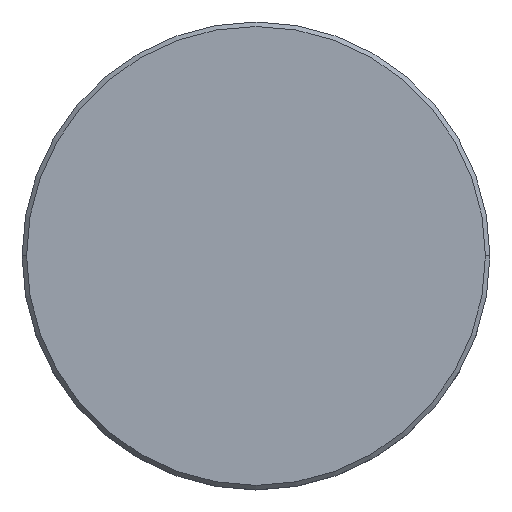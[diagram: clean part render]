
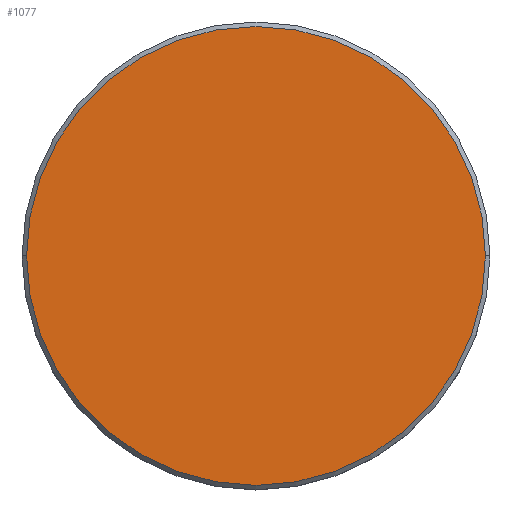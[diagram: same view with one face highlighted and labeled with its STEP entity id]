
A CAD part, top view. The second image highlights one B-rep face of the part: STEP entity #1077.
In plain terms, the highlighted planar face has unit normal (0, 0, 1).
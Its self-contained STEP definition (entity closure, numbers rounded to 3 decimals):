
#71 = AXIS2_PLACEMENT_3D ( 'NONE', #507, #959, #343 ) ;
#87 = CIRCLE ( 'NONE', #71, 25.5 ) ;
#140 = DIRECTION ( 'NONE',  ( 0., 0., 1. ) ) ;
#157 = DIRECTION ( 'NONE',  ( 1., 0., 0. ) ) ;
#160 = ORIENTED_EDGE ( 'NONE', *, *, #985, .T. ) ;
#192 = CARTESIAN_POINT ( 'NONE',  ( 25.5, 0., 0. ) ) ;
#343 = DIRECTION ( 'NONE',  ( 1., 0., 0. ) ) ;
#355 = DIRECTION ( 'NONE',  ( 1., 0., 0. ) ) ;
#394 = VERTEX_POINT ( 'NONE', #192 ) ;
#406 = AXIS2_PLACEMENT_3D ( 'NONE', #448, #1164, #355 ) ;
#424 = CARTESIAN_POINT ( 'NONE',  ( 0., 0., 0. ) ) ;
#448 = CARTESIAN_POINT ( 'NONE',  ( 0., 0., 0. ) ) ;
#507 = CARTESIAN_POINT ( 'NONE',  ( 0., 0., 0. ) ) ;
#574 = EDGE_CURVE ( 'NONE', #951, #394, #912, .T. ) ;
#609 = PLANE ( 'NONE',  #763 ) ;
#763 = AXIS2_PLACEMENT_3D ( 'NONE', #424, #140, #157 ) ;
#823 = ORIENTED_EDGE ( 'NONE', *, *, #574, .T. ) ;
#912 = CIRCLE ( 'NONE', #406, 25.5 ) ;
#951 = VERTEX_POINT ( 'NONE', #969 ) ;
#959 = DIRECTION ( 'NONE',  ( 0., 0., 1. ) ) ;
#963 = FACE_OUTER_BOUND ( 'NONE', #1095, .T. ) ;
#969 = CARTESIAN_POINT ( 'NONE',  ( -25.5, 0., 0. ) ) ;
#985 = EDGE_CURVE ( 'NONE', #394, #951, #87, .T. ) ;
#1077 = ADVANCED_FACE ( 'NONE', ( #963 ), #609, .T. ) ;
#1095 = EDGE_LOOP ( 'NONE', ( #823, #160 ) ) ;
#1164 = DIRECTION ( 'NONE',  ( 0., 0., 1. ) ) ;
